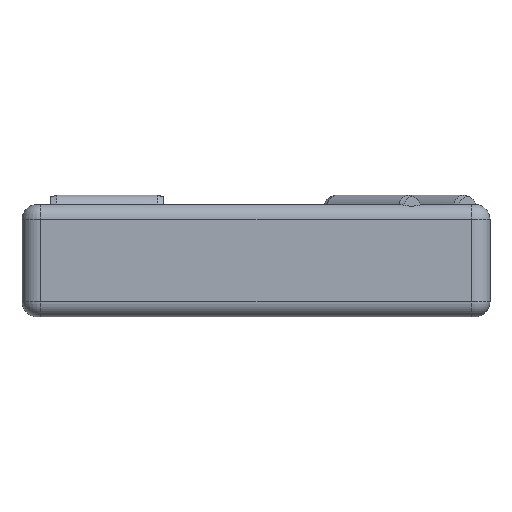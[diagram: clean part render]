
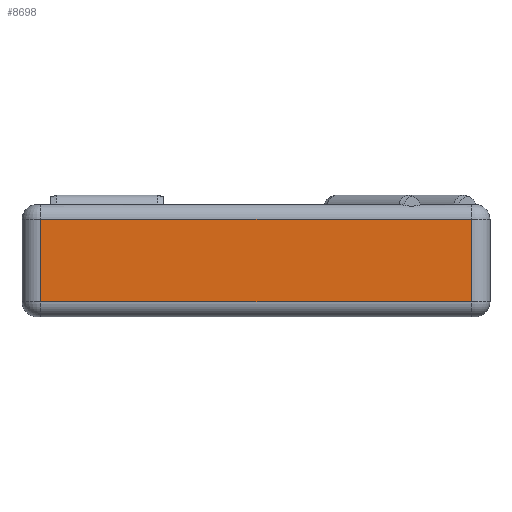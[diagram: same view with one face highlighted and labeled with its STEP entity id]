
A CAD part, left-side view. The second image highlights one B-rep face of the part: STEP entity #8698.
In plain terms, the highlighted planar face has unit normal (-1, 0, 0).
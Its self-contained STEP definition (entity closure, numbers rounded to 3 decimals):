
#506 = DIRECTION ( 'NONE',  ( 0., 0., 1. ) ) ;
#898 = VECTOR ( 'NONE', #17680, 1000. ) ;
#2989 = LINE ( 'NONE', #14808, #16915 ) ;
#3843 = EDGE_CURVE ( 'NONE', #8430, #17218, #2989, .T. ) ;
#3926 = ORIENTED_EDGE ( 'NONE', *, *, #3843, .F. ) ;
#4020 = CARTESIAN_POINT ( 'NONE',  ( -51.255, 10.039, 3. ) ) ;
#4256 = VECTOR ( 'NONE', #506, 1000. ) ;
#4476 = EDGE_CURVE ( 'NONE', #11039, #8430, #13372, .T. ) ;
#5049 = LINE ( 'NONE', #13679, #14034 ) ;
#5493 = DIRECTION ( 'NONE',  ( 0., 1., 0. ) ) ;
#6943 = CARTESIAN_POINT ( 'NONE',  ( -51.255, 9.039, 3. ) ) ;
#7426 = DIRECTION ( 'NONE',  ( 0., -1., 0. ) ) ;
#7914 = ORIENTED_EDGE ( 'NONE', *, *, #4476, .F. ) ;
#8208 = CARTESIAN_POINT ( 'NONE',  ( -51.255, 33.039, -2.2 ) ) ;
#8362 = VERTEX_POINT ( 'NONE', #9968 ) ;
#8430 = VERTEX_POINT ( 'NONE', #18998 ) ;
#8698 = ADVANCED_FACE ( 'NONE', ( #14411 ), #17130, .F. ) ;
#9668 = ORIENTED_EDGE ( 'NONE', *, *, #19062, .F. ) ;
#9968 = CARTESIAN_POINT ( 'NONE',  ( -51.255, 10.039, -2.2 ) ) ;
#11039 = VERTEX_POINT ( 'NONE', #8208 ) ;
#11289 = EDGE_CURVE ( 'NONE', #17218, #8362, #11768, .T. ) ;
#11768 = LINE ( 'NONE', #4020, #898 ) ;
#12380 = CARTESIAN_POINT ( 'NONE',  ( -51.255, 10.039, 2.2 ) ) ;
#13372 = LINE ( 'NONE', #16377, #4256 ) ;
#13679 = CARTESIAN_POINT ( 'NONE',  ( -51.255, 9.039, -2.2 ) ) ;
#14034 = VECTOR ( 'NONE', #16876, 1000. ) ;
#14411 = FACE_OUTER_BOUND ( 'NONE', #18682, .T. ) ;
#14808 = CARTESIAN_POINT ( 'NONE',  ( -51.255, 9.039, 2.2 ) ) ;
#15054 = ORIENTED_EDGE ( 'NONE', *, *, #11289, .F. ) ;
#16149 = AXIS2_PLACEMENT_3D ( 'NONE', #6943, #18779, #5493 ) ;
#16377 = CARTESIAN_POINT ( 'NONE',  ( -51.255, 33.039, 3. ) ) ;
#16876 = DIRECTION ( 'NONE',  ( 0., 1., 0. ) ) ;
#16915 = VECTOR ( 'NONE', #7426, 1000. ) ;
#17130 = PLANE ( 'NONE',  #16149 ) ;
#17218 = VERTEX_POINT ( 'NONE', #12380 ) ;
#17680 = DIRECTION ( 'NONE',  ( 0., 0., -1. ) ) ;
#18682 = EDGE_LOOP ( 'NONE', ( #15054, #3926, #7914, #9668 ) ) ;
#18779 = DIRECTION ( 'NONE',  ( 1., 0., 0. ) ) ;
#18998 = CARTESIAN_POINT ( 'NONE',  ( -51.255, 33.039, 2.2 ) ) ;
#19062 = EDGE_CURVE ( 'NONE', #8362, #11039, #5049, .T. ) ;
